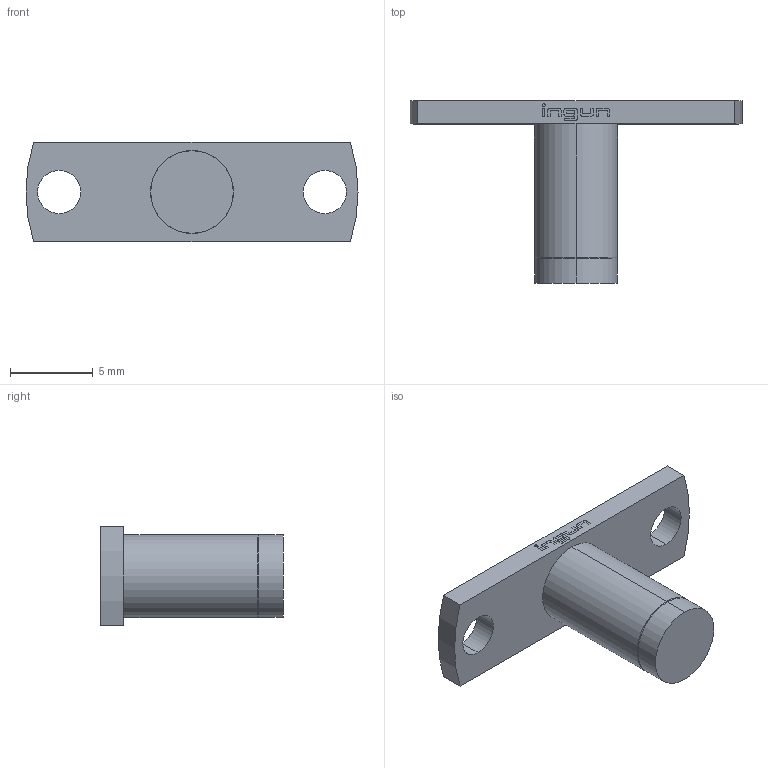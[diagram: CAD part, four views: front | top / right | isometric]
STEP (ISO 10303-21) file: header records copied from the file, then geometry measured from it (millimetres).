
FILE_DESCRIPTION (( 'STEP AP203' ), '1' );
FILE_NAME ('INGUN_KS-410_F.STEP', '2022-02-09T05:28:55', ( 'ochi' ), ( '' ), 'SwSTEP 2.0', 'SolidWorks 2018', '' );
FILE_SCHEMA (( 'CONFIG_CONTROL_DESIGN' ));
Length unit declared in the file: millimetre
Products named in the file (1): INGUN_KS-410_F
Bounding box: 20 x 11 x 6 mm (x, y, z)
Volume: 319 mm3; surface area: 473.9 mm2
Topology: 1 solids, 1 shells, 90 faces, 234 edges, 154 vertices
Faces by surface type: plane 52, bspline 22, cylinder 12, cone 4
Entity records: 3101 total; most frequent: CARTESIAN_POINT 1013, ORIENTED_EDGE 468, DIRECTION 314, EDGE_CURVE 234, VERTEX_POINT 154, VECTOR 124, LINE 124, EDGE_LOOP 102
